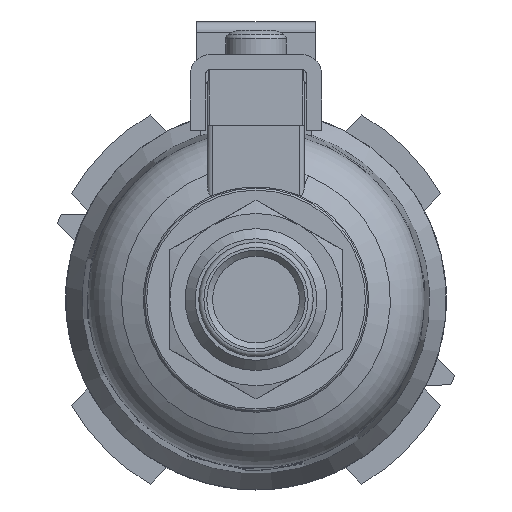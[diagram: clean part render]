
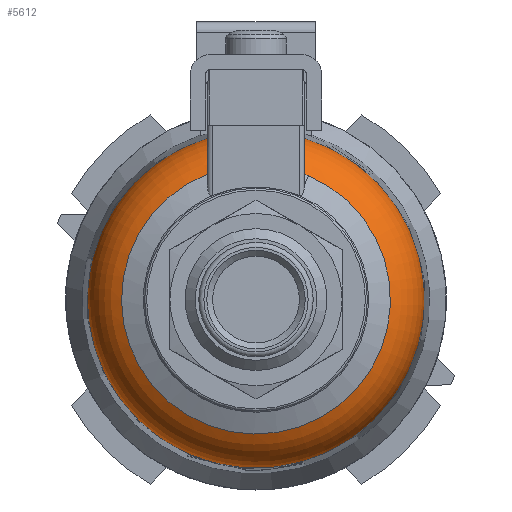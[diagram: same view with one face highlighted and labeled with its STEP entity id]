
A CAD part, front view. The second image highlights one B-rep face of the part: STEP entity #5612.
In plain terms, the highlighted toroidal (fillet/blend) face has major radius 10.621 mm and minor radius 6 mm.
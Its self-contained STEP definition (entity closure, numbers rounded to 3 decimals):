
#907=TOROIDAL_SURFACE('',#5905,10.621,6.);
#959=B_SPLINE_CURVE_WITH_KNOTS('',3,(#7833,#7834,#7835,#7836,#7837),
 .UNSPECIFIED.,.F.,.F.,(4,1,4),(0.069,0.073,0.076),
 .UNSPECIFIED.);
#960=B_SPLINE_CURVE_WITH_KNOTS('',3,(#7841,#7842,#7843,#7844,#7845),
 .UNSPECIFIED.,.F.,.F.,(4,1,4),(0.005,0.009,
0.012),.UNSPECIFIED.);
#1067=ORIENTED_EDGE('',*,*,#2365,.T.);
#1068=ORIENTED_EDGE('',*,*,#2385,.T.);
#1069=ORIENTED_EDGE('',*,*,#2386,.F.);
#1070=ORIENTED_EDGE('',*,*,#2387,.T.);
#2365=EDGE_CURVE('',#3024,#3025,#3472,.T.);
#2385=EDGE_CURVE('',#3025,#3044,#959,.T.);
#2386=EDGE_CURVE('',#3045,#3044,#3476,.T.);
#2387=EDGE_CURVE('',#3045,#3024,#960,.T.);
#3024=VERTEX_POINT('',#7727);
#3025=VERTEX_POINT('',#7728);
#3044=VERTEX_POINT('',#7838);
#3045=VERTEX_POINT('',#7840);
#3472=CIRCLE('',#5901,16.621);
#3476=CIRCLE('',#5906,13.276);
#3688=EDGE_LOOP('',(#1067,#1068,#1069,#1070));
#4005=FACE_BOUND('',#3688,.T.);
#5612=ADVANCED_FACE('',(#4005),#907,.T.);
#5901=AXIS2_PLACEMENT_3D('',#7726,#6394,#6395);
#5905=AXIS2_PLACEMENT_3D('',#7832,#6402,#6403);
#5906=AXIS2_PLACEMENT_3D('',#7839,#6404,#6405);
#6394=DIRECTION('',(0.,-1.,0.));
#6395=DIRECTION('',(0.,0.,-1.));
#6402=DIRECTION('',(0.,-1.,0.));
#6403=DIRECTION('',(0.,0.,-1.));
#6404=DIRECTION('',(0.,-1.,0.));
#6405=DIRECTION('',(0.,0.,-1.));
#7726=CARTESIAN_POINT('',(0.,17.593,0.));
#7727=CARTESIAN_POINT('',(-4.8,17.593,15.912));
#7728=CARTESIAN_POINT('',(4.8,17.593,15.912));
#7832=CARTESIAN_POINT('',(0.,17.638,0.));
#7833=CARTESIAN_POINT('',(4.8,17.593,15.912));
#7834=CARTESIAN_POINT('',(4.8,16.472,15.904));
#7835=CARTESIAN_POINT('',(4.8,14.217,15.195));
#7836=CARTESIAN_POINT('',(4.8,12.732,13.409));
#7837=CARTESIAN_POINT('',(4.8,12.257,12.378));
#7838=CARTESIAN_POINT('',(4.8,12.257,12.378));
#7839=CARTESIAN_POINT('',(0.,12.257,0.));
#7840=CARTESIAN_POINT('',(-4.8,12.257,12.378));
#7841=CARTESIAN_POINT('',(-4.8,12.257,12.378));
#7842=CARTESIAN_POINT('',(-4.8,12.731,13.406));
#7843=CARTESIAN_POINT('',(-4.8,14.215,15.191));
#7844=CARTESIAN_POINT('',(-4.8,16.465,15.903));
#7845=CARTESIAN_POINT('',(-4.8,17.593,15.912));
